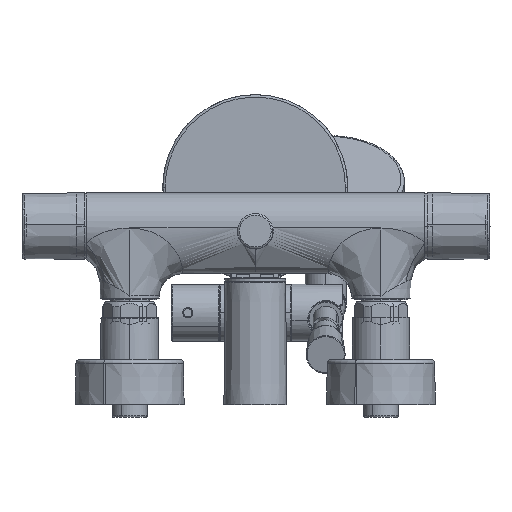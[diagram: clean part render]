
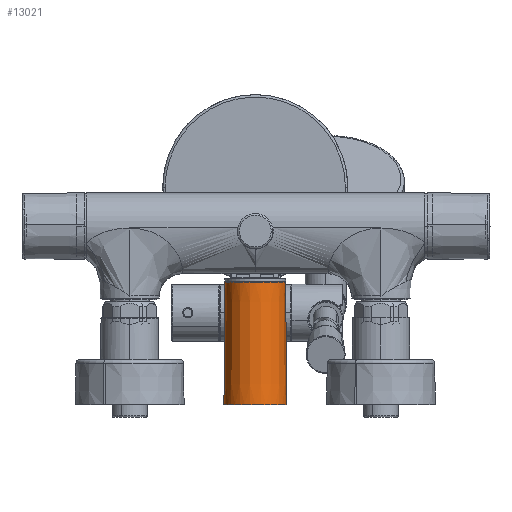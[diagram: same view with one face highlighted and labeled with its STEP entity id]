
A CAD part, front view. The second image highlights one B-rep face of the part: STEP entity #13021.
In plain terms, the highlighted conical face has half-angle 0.5 degrees and reference radius 18.104 mm.
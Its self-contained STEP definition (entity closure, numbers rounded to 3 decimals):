
#1083 = EDGE_CURVE ( 'NONE', #27076, #25978, #21511, .T. ) ;
#3339 = EDGE_CURVE ( 'NONE', #7425, #25978, #32416, .T. ) ;
#5121 = DIRECTION ( 'NONE',  ( 1., 0., 0. ) ) ;
#5615 = VERTEX_POINT ( 'NONE', #17209 ) ;
#7425 = VERTEX_POINT ( 'NONE', #14888 ) ;
#7664 = DIRECTION ( 'NONE',  ( 1., 0., 0. ) ) ;
#8215 = AXIS2_PLACEMENT_3D ( 'NONE', #27240, #24314, #19409 ) ;
#8660 = FACE_OUTER_BOUND ( 'NONE', #17238, .T. ) ;
#9727 = CARTESIAN_POINT ( 'NONE',  ( 18.746, 0., 0. ) ) ;
#10764 = LINE ( 'NONE', #14242, #21591 ) ;
#11679 = EDGE_CURVE ( 'NONE', #17097, #27076, #16179, .T. ) ;
#13021 = ADVANCED_FACE ( 'NONE', ( #8660 ), #22010, .T. ) ;
#13991 = ORIENTED_EDGE ( 'NONE', *, *, #1083, .F. ) ;
#14204 = ORIENTED_EDGE ( 'NONE', *, *, #11679, .F. ) ;
#14242 = CARTESIAN_POINT ( 'NONE',  ( -18.104, 0., 73.504 ) ) ;
#14448 = DIRECTION ( 'NONE',  ( 0., 0., 1. ) ) ;
#14733 = ORIENTED_EDGE ( 'NONE', *, *, #23929, .F. ) ;
#14888 = CARTESIAN_POINT ( 'NONE',  ( -18.746, 0., 0. ) ) ;
#15859 = CARTESIAN_POINT ( 'NONE',  ( 0., 0., 73.504 ) ) ;
#15973 = CARTESIAN_POINT ( 'NONE',  ( 0., 0., 73.504 ) ) ;
#16179 = CIRCLE ( 'NONE', #17391, 18.104 ) ;
#16854 = AXIS2_PLACEMENT_3D ( 'NONE', #17346, #14448, #22604 ) ;
#17097 = VERTEX_POINT ( 'NONE', #22113 ) ;
#17209 = CARTESIAN_POINT ( 'NONE',  ( -18.104, 0., 73.504 ) ) ;
#17238 = EDGE_LOOP ( 'NONE', ( #14733, #24037, #28129, #13991, #14204 ) ) ;
#17346 = CARTESIAN_POINT ( 'NONE',  ( 0., 0., 0. ) ) ;
#17391 = AXIS2_PLACEMENT_3D ( 'NONE', #15859, #34469, #5121 ) ;
#18127 = DIRECTION ( 'NONE',  ( 0.009, 0., -1. ) ) ;
#19409 = DIRECTION ( 'NONE',  ( 1., 0., 0. ) ) ;
#20366 = DIRECTION ( 'NONE',  ( -0.009, 0., -1. ) ) ;
#21511 = LINE ( 'NONE', #34046, #26109 ) ;
#21591 = VECTOR ( 'NONE', #20366, 1000. ) ;
#22010 = CONICAL_SURFACE ( 'NONE', #32336, 18.104, 0.009 ) ;
#22113 = CARTESIAN_POINT ( 'NONE',  ( 18.104, -0.166, 73.504 ) ) ;
#22231 = CIRCLE ( 'NONE', #8215, 18.104 ) ;
#22604 = DIRECTION ( 'NONE',  ( -1., 0., 0. ) ) ;
#23929 = EDGE_CURVE ( 'NONE', #5615, #17097, #22231, .T. ) ;
#24037 = ORIENTED_EDGE ( 'NONE', *, *, #31950, .T. ) ;
#24314 = DIRECTION ( 'NONE',  ( 0., 0., 1. ) ) ;
#25978 = VERTEX_POINT ( 'NONE', #9727 ) ;
#26109 = VECTOR ( 'NONE', #18127, 1000. ) ;
#26457 = DIRECTION ( 'NONE',  ( 0., 0., -1. ) ) ;
#27076 = VERTEX_POINT ( 'NONE', #31887 ) ;
#27240 = CARTESIAN_POINT ( 'NONE',  ( 0., 0., 73.504 ) ) ;
#28129 = ORIENTED_EDGE ( 'NONE', *, *, #3339, .T. ) ;
#31887 = CARTESIAN_POINT ( 'NONE',  ( 18.104, 0., 73.504 ) ) ;
#31950 = EDGE_CURVE ( 'NONE', #5615, #7425, #10764, .T. ) ;
#32336 = AXIS2_PLACEMENT_3D ( 'NONE', #15973, #26457, #7664 ) ;
#32416 = CIRCLE ( 'NONE', #16854, 18.746 ) ;
#34046 = CARTESIAN_POINT ( 'NONE',  ( 18.104, 0., 73.504 ) ) ;
#34469 = DIRECTION ( 'NONE',  ( 0., 0., 1. ) ) ;
